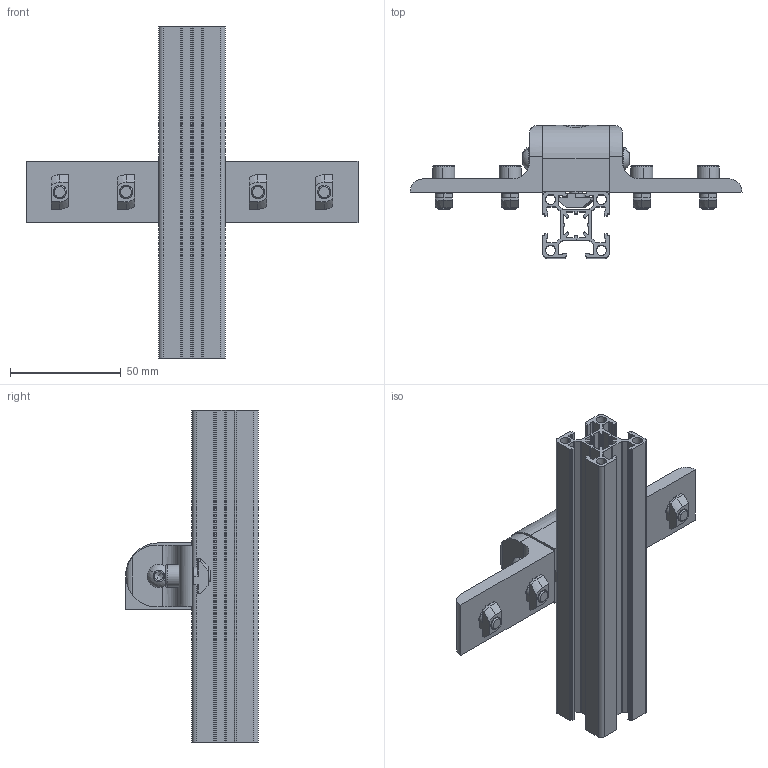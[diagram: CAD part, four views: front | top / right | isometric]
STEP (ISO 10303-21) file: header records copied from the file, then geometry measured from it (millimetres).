
FILE_DESCRIPTION (( 'STEP AP214' ), '1' );
FILE_NAME ('#040 Êîìïëåêò êðîíøòåéíà 30õ30-90ãð ñ óãîëêîì, â ïàç ïðîôèëÿ.STEP', '2022-06-16T06:35:03', ( 'Ñòàñ' ), ( '' ), 'SwSTEP 2.0', 'SolidWorks 2021', '' );
FILE_SCHEMA (( 'AUTOMOTIVE_DESIGN' ));
Length unit declared in the file: millimetre
Products named in the file (8): 333 Êîíñòðóêöèîííûé ïðîôèëü 30õ30_00; D55 Âèíò öèëèíäð. ñ âíóòðåííèì øåñò. Ì6 õ14 DIN 912; #040 Êîìïëåêò êðîíøòåéíà 30õ30-90ãð ñ óãîëêîì, â ïàç ïðîôèëÿ; K89 Âèíò öèëèíäð. ñ âíóòðåííèì øåñò. Ì6 õ30 DIN 912; A455 Ïîâîðîòíûé êðîíøòåéí 90ãð, ïàç 8; D53 Ò-ãàéêà Ì6, ïàç 8_00; A458 Ïîâîðîòíûé óãîëîê, ïàç 8; D74 Âèíò ñ ïîëóêðóãë. ãîë. è âí. øåñòèãð. Ì6 õ 14 ISO 7380-1
Assembly tree (16 placements, depth 2):
  #040 Êîìïëåêò êðîíøòåéíà 30õ30-90ãð ñ óãîëêîì, â ïàç ïðîôèëÿ
    A455 Ïîâîðîòíûé êðîíøòåéí 90ãð, ïàç 8
    A458 Ïîâîðîòíûé óãîëîê, ïàç 8  x2
    D55 Âèíò öèëèíäð. ñ âíóòðåííèì øåñò. Ì6 õ14 DIN 912  x4
    D74 Âèíò ñ ïîëóêðóãë. ãîë. è âí. øåñòèãð. Ì6 õ 14 ISO 7380-1  x2
    D53 Ò-ãàéêà Ì6, ïàç 8_00  x5
    K89 Âèíò öèëèíäð. ñ âíóòðåííèì øåñò. Ì6 õ30 DIN 912
    333 Êîíñòðóêöèîííûé ïðîôèëü 30õ30_00
Bounding box: 150 x 60 x 150 mm (x, y, z)
Volume: 98439.4 mm3; surface area: 78424.4 mm2
Topology: 16 solids, 16 shells, 753 faces, 2010 edges, 1283 vertices
Faces by surface type: plane 406, cylinder 227, cone 86, torus 24, bspline 6, sphere 4
Entity records: 15330 total; most frequent: CARTESIAN_POINT 3445, DIRECTION 2488, ORIENTED_EDGE 2406, EDGE_CURVE 1203, AXIS2_PLACEMENT_3D 876, VERTEX_POINT 783, VECTOR 736, LINE 736
